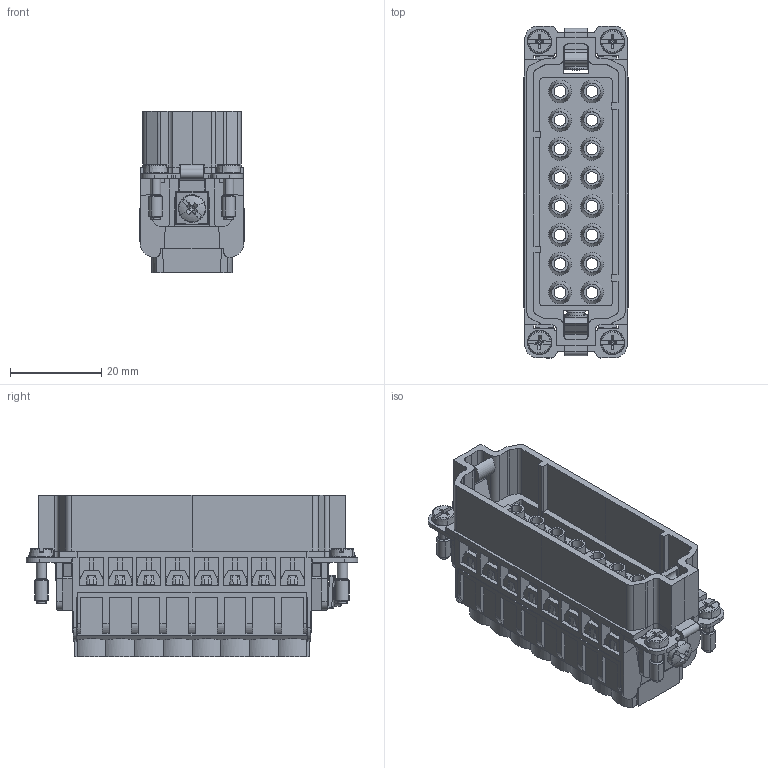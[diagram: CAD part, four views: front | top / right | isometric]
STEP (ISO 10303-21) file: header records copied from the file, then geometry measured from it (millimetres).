
FILE_DESCRIPTION(('CATIA V5 STEP','CAx-IF Rec.Pracs.--- Model Styling and Organization---1.2---2011-12-15'),'2;1');
FILE_NAME ('13434727_2', '2018-08-15T06:27:18+00:00', ('none'), ('Weidmueller'), 'CATIA Version 5-6 Release 2014 SP4 HF52', 'CATIA V5 STEP AP214', 'none');
FILE_SCHEMA(('AUTOMOTIVE_DESIGN { 1 0 10303 214 1 1 1 1 }'));
Products named in the file (1): 1875620000
Bounding box: 22.9 x 72.8 x 35.35 mm (x, y, z)
Volume: 17129.7 mm3; surface area: 29171.7 mm2
Topology: 2 solids, 2 shells, 2342 faces, 7669 edges, 5149 vertices
Faces by surface type: plane 1675, cylinder 392, cone 179, torus 56, bspline 34, sphere 4, revolution 2
Entity records: 87040 total; most frequent: CARTESIAN_POINT 26000, ORIENTED_EDGE 15308, DIRECTION 8887, EDGE_CURVE 7654, VECTOR 5425, LINE 5425, VERTEX_POINT 5149, EDGE_LOOP 2545
